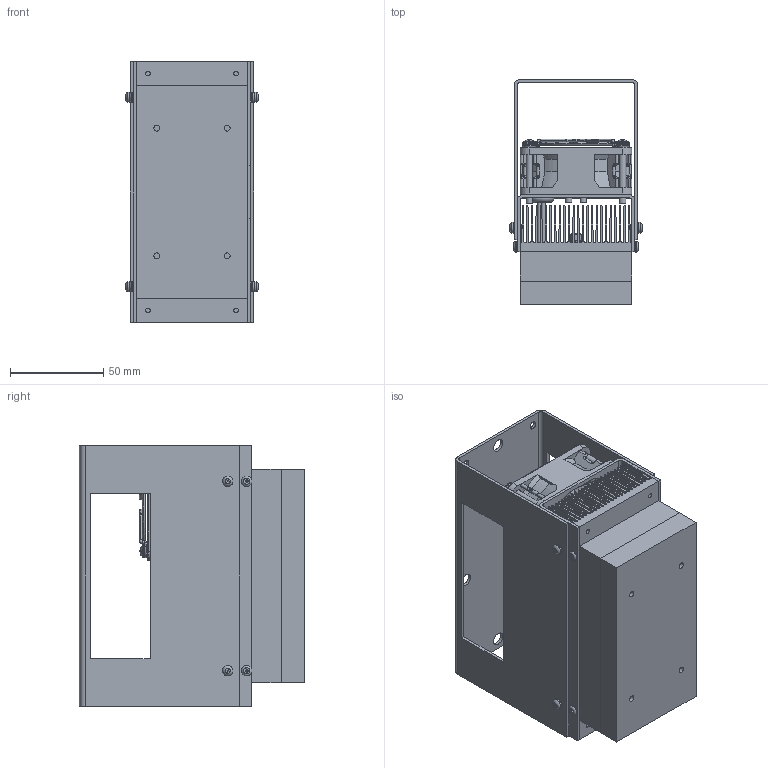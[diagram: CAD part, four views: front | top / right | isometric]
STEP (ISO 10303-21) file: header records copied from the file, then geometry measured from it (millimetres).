
FILE_DESCRIPTION(/* description */ ('Alibre Inc.'),/* implementation_level */ '2;1');
FILE_NAME(/* name */ 'export-06F4D24D-8861-4923-ABF0-48503454CBCA',/* time_stamp */ '2020-09-17T12:59:12-04:00',/* author */ (''),/* organization */ (''),/* preprocessor_version */ 'ST-DEVELOPER v17',/* originating_system */ 'Alibre',/* authorisation */ '');
FILE_SCHEMA (('AUTOMOTIVE_DESIGN'));
Length unit declared in the file: inch
Products named in the file (43): SC60-W2_assy; PRT0006
Bounding box: 71.17 x 120.7 x 139.7 mm (x, y, z)
Volume: 382089.4 mm3; surface area: 332892.7 mm2
Topology: 133 solids, 133 shells, 3084 faces, 7677 edges, 4967 vertices
Faces by surface type: plane 1697, cylinder 618, bspline 456, torus 222, cone 66, sphere 25
Full cylindrical faces by diameter (mm): 1.422 x14, 1.829 x12, 2.156 x4, 2.459 x6, 2.642 x27, 2.845 x4, 2.997 x4, 3.242 x4, 3.454 x4, 3.505 x28, 4.06 x1, 4.166 x6, 4.216 x3, 4.267 x3, 4.318 x12, 4.699 x4, 5.526 x4, 5.588 x7, 5.74 x3, 6.299 x3, 6.35 x1, 6.858 x25, 6.909 x4, 9.525 x4, 9.652 x1, 10.312 x3, 12.7 x3
Entity records: 72232 total; most frequent: CARTESIAN_POINT 25199, ORIENTED_EDGE 10292, DIRECTION 7390, EDGE_CURVE 5146, VERTEX_POINT 3437, AXIS2_PLACEMENT_3D 2901, VECTOR 2623, LINE 2623
